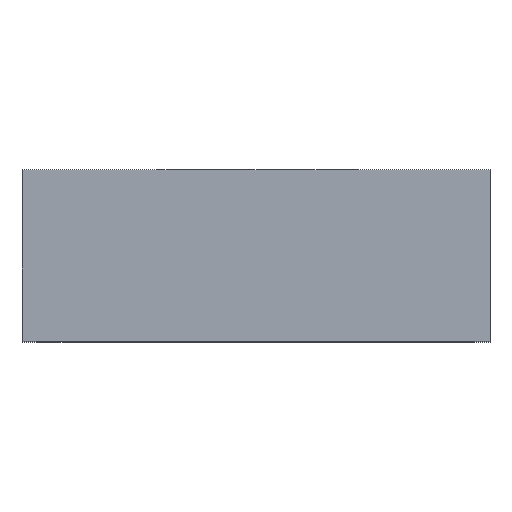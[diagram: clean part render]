
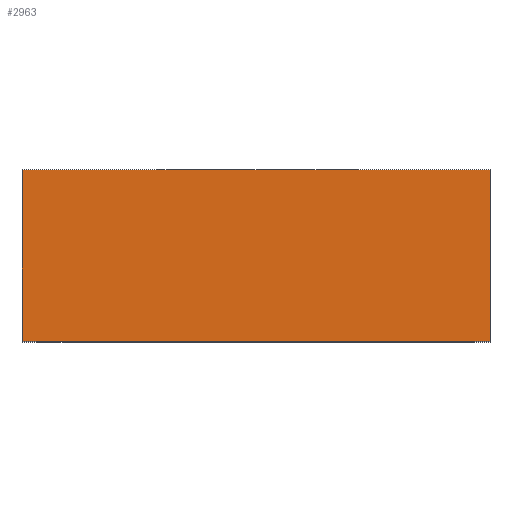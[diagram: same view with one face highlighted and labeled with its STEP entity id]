
A CAD part, top view. The second image highlights one B-rep face of the part: STEP entity #2963.
In plain terms, the highlighted planar face has unit normal (0, 0, 1).
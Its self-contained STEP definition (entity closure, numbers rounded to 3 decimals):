
#115 = ORIENTED_EDGE ( 'NONE', *, *, #2022, .F. ) ;
#116 = EDGE_LOOP ( 'NONE', ( #1168, #2795, #115, #1571 ) ) ;
#182 = LINE ( 'NONE', #1859, #851 ) ;
#224 = LINE ( 'NONE', #927, #2899 ) ;
#252 = VERTEX_POINT ( 'NONE', #2560 ) ;
#257 = DIRECTION ( 'NONE',  ( 0., -1., 0. ) ) ;
#267 = DIRECTION ( 'NONE',  ( 0., -1., 0. ) ) ;
#443 = DIRECTION ( 'NONE',  ( 0., 0., -1. ) ) ;
#702 = EDGE_CURVE ( 'NONE', #1227, #252, #224, .T. ) ;
#818 = CARTESIAN_POINT ( 'NONE',  ( 1.5, 1.1, 2. ) ) ;
#851 = VECTOR ( 'NONE', #2313, 1000. ) ;
#927 = CARTESIAN_POINT ( 'NONE',  ( 1.5, 1.1, 2. ) ) ;
#947 = CARTESIAN_POINT ( 'NONE',  ( 1.5, 1.1, 2. ) ) ;
#1045 = CARTESIAN_POINT ( 'NONE',  ( -1.5, 1.1, 2. ) ) ;
#1135 = EDGE_CURVE ( 'NONE', #2843, #3029, #1930, .T. ) ;
#1168 = ORIENTED_EDGE ( 'NONE', *, *, #3036, .T. ) ;
#1227 = VERTEX_POINT ( 'NONE', #818 ) ;
#1287 = VECTOR ( 'NONE', #267, 1000. ) ;
#1299 = VECTOR ( 'NONE', #1373, 1000. ) ;
#1373 = DIRECTION ( 'NONE',  ( 1., 0., 0. ) ) ;
#1519 = FACE_OUTER_BOUND ( 'NONE', #116, .T. ) ;
#1571 = ORIENTED_EDGE ( 'NONE', *, *, #1135, .T. ) ;
#1733 = AXIS2_PLACEMENT_3D ( 'NONE', #947, #443, #2603 ) ;
#1859 = CARTESIAN_POINT ( 'NONE',  ( 1.5, 1.1, 2. ) ) ;
#1930 = LINE ( 'NONE', #1045, #1287 ) ;
#2022 = EDGE_CURVE ( 'NONE', #2843, #1227, #182, .T. ) ;
#2078 = CARTESIAN_POINT ( 'NONE',  ( -1.5, 0., 2. ) ) ;
#2313 = DIRECTION ( 'NONE',  ( 1., 0., 0. ) ) ;
#2451 = PLANE ( 'NONE',  #1733 ) ;
#2556 = CARTESIAN_POINT ( 'NONE',  ( 1.5, 0., 2. ) ) ;
#2560 = CARTESIAN_POINT ( 'NONE',  ( 1.5, 0., 2. ) ) ;
#2575 = LINE ( 'NONE', #2556, #1299 ) ;
#2603 = DIRECTION ( 'NONE',  ( -1., 0., 0. ) ) ;
#2677 = CARTESIAN_POINT ( 'NONE',  ( -1.5, 1.1, 2. ) ) ;
#2795 = ORIENTED_EDGE ( 'NONE', *, *, #702, .F. ) ;
#2843 = VERTEX_POINT ( 'NONE', #2677 ) ;
#2899 = VECTOR ( 'NONE', #257, 1000. ) ;
#2963 = ADVANCED_FACE ( 'NONE', ( #1519 ), #2451, .F. ) ;
#3029 = VERTEX_POINT ( 'NONE', #2078 ) ;
#3036 = EDGE_CURVE ( 'NONE', #3029, #252, #2575, .T. ) ;
